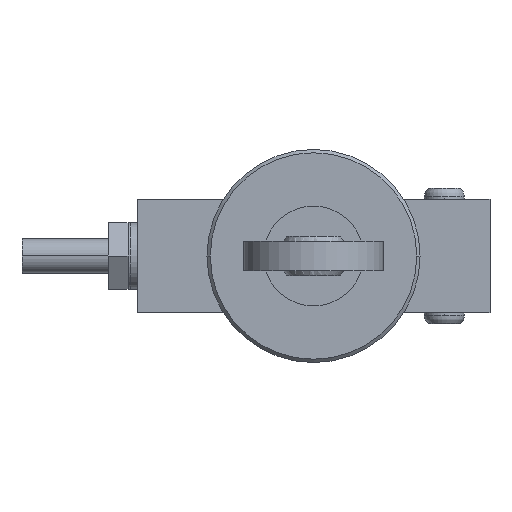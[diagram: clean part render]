
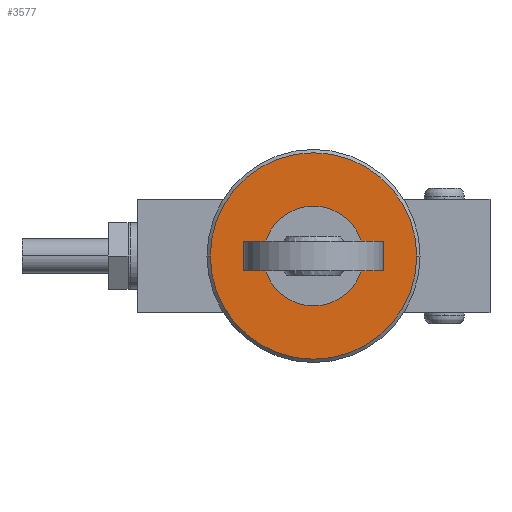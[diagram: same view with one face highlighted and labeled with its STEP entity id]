
A CAD part, front view. The second image highlights one B-rep face of the part: STEP entity #3577.
In plain terms, the highlighted planar face has unit normal (0, -1, 0).
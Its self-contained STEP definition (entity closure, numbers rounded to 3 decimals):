
#3577=ADVANCED_FACE('0:3239',(#7040,#7041),#7042,.T.);
#7040=FACE_BOUND('',#10632,.T.);
#7041=FACE_OUTER_BOUND('',#10633,.T.);
#7042=PLANE('',#10634);
#10632=EDGE_LOOP('',(#20613,#20614));
#10633=EDGE_LOOP('',(#20615,#20616));
#10634=AXIS2_PLACEMENT_3D('',#20617,#20618,#20619);
#20613=ORIENTED_EDGE('',*,*,#23459,.T.);
#20614=ORIENTED_EDGE('',*,*,#24755,.T.);
#20615=ORIENTED_EDGE('',*,*,#22357,.F.);
#20616=ORIENTED_EDGE('',*,*,#24626,.F.);
#20617=CARTESIAN_POINT('',(-11.75,0.0,0.0));
#20618=DIRECTION('',(0.0,-1.0,0.0));
#20619=DIRECTION('',(1.0,0.0,-0.0));
#22357=EDGE_CURVE('0:3492',#26984,#26982,#26986,.T.);
#23459=EDGE_CURVE('0:3269',#28762,#28767,#28769,.T.);
#24626=EDGE_CURVE('',#26982,#26984,#30298,.T.);
#24755=EDGE_CURVE('',#28767,#28762,#30454,.T.);
#26982=VERTEX_POINT('',#33815);
#26984=VERTEX_POINT('',#33818);
#26986=CIRCLE('',#33821,15.5);
#28762=VERTEX_POINT('',#36944);
#28767=VERTEX_POINT('',#36950);
#28769=CIRCLE('',#36953,7.5);
#30298=CIRCLE('',#39460,15.5);
#30454=CIRCLE('',#39706,7.5);
#33815=CARTESIAN_POINT('',(15.5,0.0,0.));
#33818=CARTESIAN_POINT('',(-15.5,0.0,0.));
#33821=AXIS2_PLACEMENT_3D('',#41397,#41398,#41399);
#36944=CARTESIAN_POINT('',(-7.5,0.0,0.0));
#36950=CARTESIAN_POINT('',(7.5,0.0,0.));
#36953=AXIS2_PLACEMENT_3D('',#42398,#42399,#42400);
#39460=AXIS2_PLACEMENT_3D('',#43401,#43402,#43403);
#39706=AXIS2_PLACEMENT_3D('',#43496,#43497,#43498);
#41397=CARTESIAN_POINT('',(0.0,0.0,0.0));
#41398=DIRECTION('',(-0.0,1.0,0.0));
#41399=DIRECTION('',(1.0,0.0,0.0));
#42398=CARTESIAN_POINT('',(0.0,0.0,0.0));
#42399=DIRECTION('',(0.0,1.0,-0.0));
#42400=DIRECTION('',(-1.0,0.0,0.0));
#43401=CARTESIAN_POINT('',(0.0,0.0,0.0));
#43402=DIRECTION('',(-0.0,1.0,0.0));
#43403=DIRECTION('',(1.0,0.0,0.0));
#43496=CARTESIAN_POINT('',(0.0,0.0,0.0));
#43497=DIRECTION('',(0.0,1.0,-0.0));
#43498=DIRECTION('',(-1.0,0.0,0.0));
